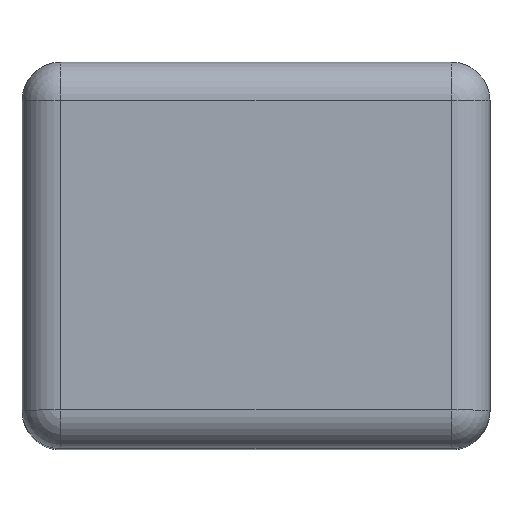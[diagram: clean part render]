
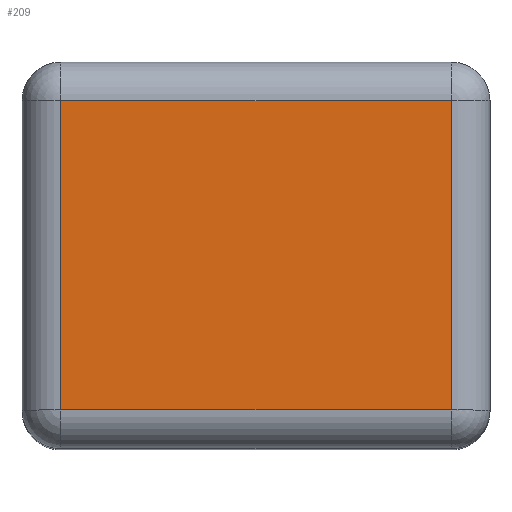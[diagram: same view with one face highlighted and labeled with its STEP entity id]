
A CAD part, top view. The second image highlights one B-rep face of the part: STEP entity #209.
In plain terms, the highlighted planar face has unit normal (0, 0, 1).
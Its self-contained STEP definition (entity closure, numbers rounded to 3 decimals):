
#12=DIRECTION('',(0.,0.,1.));
#33=VECTOR('',#34,1.);
#34=DIRECTION('',(0.,1.,0.));
#43=VECTOR('',#44,1.);
#44=DIRECTION('',(-0.,-1.,-0.));
#47=DIRECTION('',(1.,0.,0.));
#78=VERTEX_POINT('',#79);
#79=CARTESIAN_POINT('',(-0.67,1.52,7.));
#87=VERTEX_POINT('',#88);
#88=CARTESIAN_POINT('',(-0.67,-1.52,7.));
#92=EDGE_CURVE('',#78,#87,#93,.T.);
#93=LINE('',#79,#43);
#105=VECTOR('',#47,1.);
#209=ADVANCED_FACE('',(#210),#228,.T.);
#210=FACE_BOUND('',#211,.T.);
#211=EDGE_LOOP('',(#212,#217,#222,#227));
#212=ORIENTED_EDGE('',*,*,#213,.T.);
#213=EDGE_CURVE('',#87,#214,#216,.T.);
#214=VERTEX_POINT('',#215);
#215=CARTESIAN_POINT('',(3.17,-1.52,7.));
#216=LINE('',#88,#105);
#217=ORIENTED_EDGE('',*,*,#218,.T.);
#218=EDGE_CURVE('',#214,#219,#221,.T.);
#219=VERTEX_POINT('',#220);
#220=CARTESIAN_POINT('',(3.17,1.52,7.));
#221=LINE('',#215,#33);
#222=ORIENTED_EDGE('',*,*,#223,.T.);
#223=EDGE_CURVE('',#219,#78,#224,.T.);
#224=LINE('',#220,#225);
#225=VECTOR('',#226,1.);
#226=DIRECTION('',(-1.,-0.,-0.));
#227=ORIENTED_EDGE('',*,*,#92,.T.);
#228=PLANE('',#229);
#229=AXIS2_PLACEMENT_3D('',#230,#12,#47);
#230=CARTESIAN_POINT('',(-1.05,-1.9,7.));
